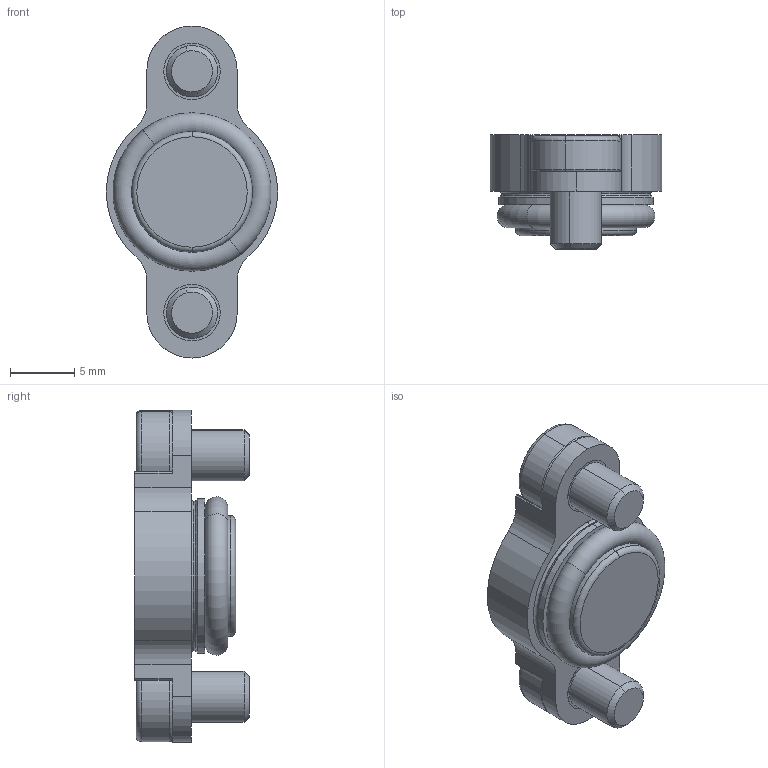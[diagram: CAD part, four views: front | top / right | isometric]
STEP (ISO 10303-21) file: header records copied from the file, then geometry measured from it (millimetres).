
FILE_DESCRIPTION (( 'STEP AP214' ), '1' );
FILE_NAME ('704 208 Blindstopfen MD speedy-seitig 048-673-UBG .STEP', '2014-04-22T12:58:28', ( '' ), ( '' ), 'SwSTEP 2.0', 'SolidWorks 2013', '' );
FILE_SCHEMA (( 'AUTOMOTIVE_DESIGN' ));
Length unit declared in the file: millimetre
Products named in the file (1): 704 208 Blindstopfen MD speedy-seitig 048-673-UBG 
Bounding box: 13.35 x 8.9 x 25.85 mm (x, y, z)
Volume: 1406.6 mm3; surface area: 1140.7 mm2
Topology: 1 solids, 1 shells, 90 faces, 214 edges, 136 vertices
Faces by surface type: plane 38, cylinder 30, torus 16, cone 6
Entity records: 3136 total; most frequent: DIRECTION 496, CARTESIAN_POINT 441, ORIENTED_EDGE 428, EDGE_CURVE 214, AXIS2_PLACEMENT_3D 191, VERTEX_POINT 136, LINE 114, VECTOR 114
